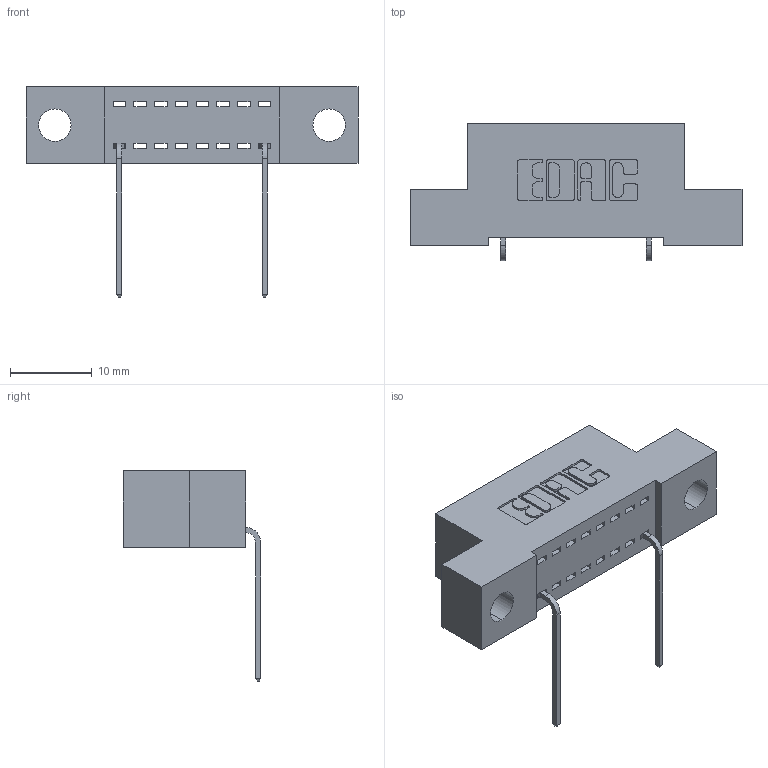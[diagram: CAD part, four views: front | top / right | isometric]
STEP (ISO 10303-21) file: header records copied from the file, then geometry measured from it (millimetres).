
FILE_DESCRIPTION (( 'STEP AP203' ), '1' );
FILE_NAME ('392-008-559-104.STEP', '2018-08-14T19:33:04', ( '' ), ( '' ), 'SwSTEP 2.0', 'SolidWorks 2016', '' );
FILE_SCHEMA (( 'CONFIG_CONTROL_DESIGN' ));
Length unit declared in the file: inch
Products named in the file (3): 342 Part_.156 TH; 345-292-001_558 559 Tail - 1; 392-008-559-104
Assembly tree (3 placements, depth 2):
  392-008-559-104
    342 Part_.156 TH
    345-292-001_558 559 Tail - 1  x2
Bounding box: 40.64 x 16.83 x 25.78 mm (x, y, z)
Volume: 3289.1 mm3; surface area: 3696.1 mm2
Topology: 3 solids, 3 shells, 302 faces, 915 edges, 606 vertices
Faces by surface type: plane 226, cylinder 76
Entity records: 9051 total; most frequent: CARTESIAN_POINT 1600, ORIENTED_EDGE 1550, DIRECTION 1411, EDGE_CURVE 775, VECTOR 647, LINE 647, VERTEX_POINT 514, AXIS2_PLACEMENT_3D 382
